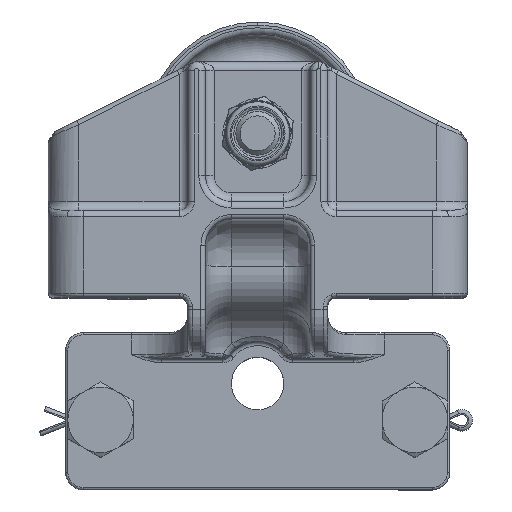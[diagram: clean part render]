
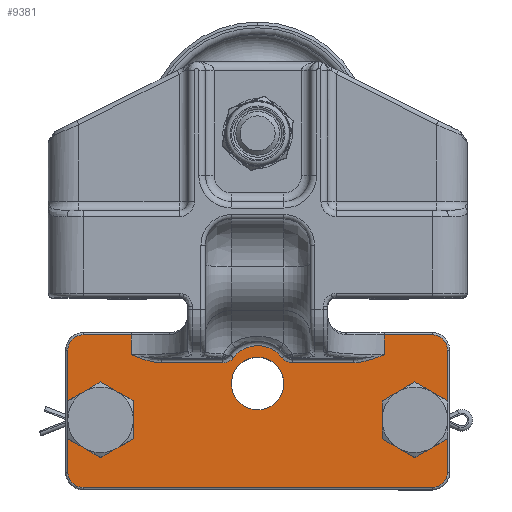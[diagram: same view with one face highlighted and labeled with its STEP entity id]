
A CAD part, top view. The second image highlights one B-rep face of the part: STEP entity #9381.
In plain terms, the highlighted planar face has unit normal (0, 0, 1).
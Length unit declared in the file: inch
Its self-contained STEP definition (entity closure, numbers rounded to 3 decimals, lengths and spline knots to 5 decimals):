
#627=CARTESIAN_POINT('',(0.49716,-1.24578,-0.25));
#628=VERTEX_POINT('',#627);
#636=CARTESIAN_POINT('',(1.37664,-1.24578,-0.25));
#637=VERTEX_POINT('',#636);
#638=CARTESIAN_POINT('',(0.49716,-1.24578,-0.25));
#639=DIRECTION('',(1.0,0.0,0.0));
#640=VECTOR('',#639,0.87949);
#641=LINE('',#638,#640);
#642=EDGE_CURVE('',#628,#637,#641,.T.);
#699=CARTESIAN_POINT('',(0.34752,-1.17173,-0.25));
#700=VERTEX_POINT('',#699);
#708=CARTESIAN_POINT('',(0.34752,-1.17173,-0.25));
#709=CARTESIAN_POINT('',(0.36247,-1.19127,-0.25));
#710=CARTESIAN_POINT('',(0.40638,-1.23012,-0.25));
#711=CARTESIAN_POINT('',(0.46435,-1.24578,-0.25));
#712=CARTESIAN_POINT('',(0.49716,-1.24578,-0.25));
#713=B_SPLINE_CURVE_WITH_KNOTS('',3,(#708,#709,#710,#711,#712),.UNSPECIFIED.,.F.,.U.,(4,1,4),(-0.43743,-0.24996,0.),.UNSPECIFIED.);
#714=EDGE_CURVE('',#700,#628,#713,.T.);
#760=CARTESIAN_POINT('',(1.8125,-1.12922,-0.25));
#761=VERTEX_POINT('',#760);
#762=CARTESIAN_POINT('',(1.37664,-1.24578,-0.25));
#763=CARTESIAN_POINT('',(1.43697,-1.24578,-0.25));
#764=CARTESIAN_POINT('',(1.52749,-1.23004,-0.25));
#765=CARTESIAN_POINT('',(1.67158,-1.18603,-0.25));
#766=CARTESIAN_POINT('',(1.75593,-1.15231,-0.25));
#767=CARTESIAN_POINT('',(1.81202,-1.12941,-0.25));
#768=CARTESIAN_POINT('',(1.81226,-1.12932,-0.25));
#769=CARTESIAN_POINT('',(1.8125,-1.12922,-0.25));
#770=B_SPLINE_CURVE_WITH_KNOTS('',3,(#762,#763,#764,#765,#766,#767,#768,#769),.UNSPECIFIED.,.F.,.U.,(4,1,1,2,4),(-1.14927,-0.68956,-0.45971,0.0,0.00196),.UNSPECIFIED.);
#771=EDGE_CURVE('',#637,#761,#770,.T.);
#795=CARTESIAN_POINT('',(-0.34752,-1.17173,-0.25));
#796=VERTEX_POINT('',#795);
#804=CARTESIAN_POINT('',(0.,-1.4375,-0.25));
#805=DIRECTION('',(0.0,0.0,-1.0));
#806=DIRECTION('',(0.0,1.0,0.0));
#807=AXIS2_PLACEMENT_3D('',#804,#805,#806);
#808=CIRCLE('',#807,0.4375);
#809=EDGE_CURVE('',#796,#700,#808,.T.);
#859=CARTESIAN_POINT('',(-0.49716,-1.24578,-0.25));
#860=VERTEX_POINT('',#859);
#868=CARTESIAN_POINT('',(-0.49716,-1.24578,-0.25));
#869=CARTESIAN_POINT('',(-0.47256,-1.24578,-0.25));
#870=CARTESIAN_POINT('',(-0.41503,-1.23441,-0.25));
#871=CARTESIAN_POINT('',(-0.36745,-1.19778,-0.25));
#872=CARTESIAN_POINT('',(-0.34752,-1.17173,-0.25));
#873=B_SPLINE_CURVE_WITH_KNOTS('',3,(#868,#869,#870,#871,#872),.UNSPECIFIED.,.F.,.U.,(4,1,4),(-0.43741,-0.24995,0.),.UNSPECIFIED.);
#874=EDGE_CURVE('',#860,#796,#873,.T.);
#886=CARTESIAN_POINT('',(-1.37664,-1.24578,-0.25));
#887=VERTEX_POINT('',#886);
#895=CARTESIAN_POINT('',(-1.37664,-1.24578,-0.25));
#896=DIRECTION('',(1.0,0.0,0.0));
#897=VECTOR('',#896,0.87949);
#898=LINE('',#895,#897);
#899=EDGE_CURVE('',#887,#860,#898,.T.);
#953=CARTESIAN_POINT('',(-1.8125,-1.12922,-0.25));
#954=VERTEX_POINT('',#953);
#966=CARTESIAN_POINT('',(-1.8125,-1.12922,-0.25));
#967=CARTESIAN_POINT('',(-1.81226,-1.12932,-0.25));
#968=CARTESIAN_POINT('',(-1.81202,-1.12941,-0.25));
#969=CARTESIAN_POINT('',(-1.75593,-1.15231,-0.25));
#970=CARTESIAN_POINT('',(-1.67158,-1.18603,-0.25));
#971=CARTESIAN_POINT('',(-1.52749,-1.23004,-0.25));
#972=CARTESIAN_POINT('',(-1.43697,-1.24578,-0.25));
#973=CARTESIAN_POINT('',(-1.37664,-1.24578,-0.25));
#974=B_SPLINE_CURVE_WITH_KNOTS('',3,(#966,#967,#968,#969,#970,#971,#972,#973),.UNSPECIFIED.,.F.,.U.,(4,2,1,1,4),(-1.15123,-1.14927,-0.68956,-0.45971,0.),.UNSPECIFIED.);
#975=EDGE_CURVE('',#954,#887,#974,.T.);
#8622=CARTESIAN_POINT('',(2.5,-3.03125,-0.25));
#8623=VERTEX_POINT('',#8622);
#8631=CARTESIAN_POINT('',(-2.5,-3.03125,-0.25));
#8632=VERTEX_POINT('',#8631);
#8633=CARTESIAN_POINT('',(2.5,-3.03125,-0.25));
#8634=DIRECTION('',(-1.0,0.0,0.0));
#8635=VECTOR('',#8634,5.0);
#8636=LINE('',#8633,#8635);
#8637=EDGE_CURVE('',#8623,#8632,#8636,.T.);
#8664=CARTESIAN_POINT('',(2.71875,-2.8125,-0.25));
#8665=VERTEX_POINT('',#8664);
#8673=CARTESIAN_POINT('',(2.5,-2.8125,-0.25));
#8674=DIRECTION('',(0.0,0.0,-1.));
#8675=DIRECTION('',(0.707,-0.707,0.0));
#8676=AXIS2_PLACEMENT_3D('',#8673,#8674,#8675);
#8677=CIRCLE('',#8676,0.21875);
#8678=EDGE_CURVE('',#8665,#8623,#8677,.T.);
#8696=CARTESIAN_POINT('',(-2.71875,-2.8125,-0.25));
#8697=VERTEX_POINT('',#8696);
#8715=CARTESIAN_POINT('',(-2.5,-2.8125,-0.25));
#8716=DIRECTION('',(0.0,0.0,-1.));
#8717=DIRECTION('',(-0.707,-0.707,0.0));
#8718=AXIS2_PLACEMENT_3D('',#8715,#8716,#8717);
#8719=CIRCLE('',#8718,0.21875);
#8720=EDGE_CURVE('',#8632,#8697,#8719,.T.);
#8732=CARTESIAN_POINT('',(2.71875,-1.0625,-0.25));
#8733=VERTEX_POINT('',#8732);
#8741=CARTESIAN_POINT('',(2.71875,-1.0625,-0.25));
#8742=DIRECTION('',(0.0,-1.0,0.0));
#8743=VECTOR('',#8742,1.75);
#8744=LINE('',#8741,#8743);
#8745=EDGE_CURVE('',#8733,#8665,#8744,.T.);
#8762=CARTESIAN_POINT('',(-2.71875,-1.0625,-0.25));
#8763=VERTEX_POINT('',#8762);
#8780=CARTESIAN_POINT('',(-2.71875,-2.8125,-0.25));
#8781=DIRECTION('',(0.0,1.0,0.0));
#8782=VECTOR('',#8781,1.75);
#8783=LINE('',#8780,#8782);
#8784=EDGE_CURVE('',#8697,#8763,#8783,.T.);
#8796=CARTESIAN_POINT('',(2.5,-0.84375,-0.25));
#8797=VERTEX_POINT('',#8796);
#8805=CARTESIAN_POINT('',(2.5,-1.0625,-0.25));
#8806=DIRECTION('',(0.0,0.0,-1.));
#8807=DIRECTION('',(0.707,0.707,0.0));
#8808=AXIS2_PLACEMENT_3D('',#8805,#8806,#8807);
#8809=CIRCLE('',#8808,0.21875);
#8810=EDGE_CURVE('',#8797,#8733,#8809,.T.);
#8828=CARTESIAN_POINT('',(-2.5,-0.84375,-0.25));
#8829=VERTEX_POINT('',#8828);
#8847=CARTESIAN_POINT('',(-2.5,-1.0625,-0.25));
#8848=DIRECTION('',(0.0,0.0,-1.));
#8849=DIRECTION('',(-0.707,0.707,0.0));
#8850=AXIS2_PLACEMENT_3D('',#8847,#8848,#8849);
#8851=CIRCLE('',#8850,0.21875);
#8852=EDGE_CURVE('',#8763,#8829,#8851,.T.);
#8864=CARTESIAN_POINT('',(1.8125,-0.84375,-0.25));
#8865=VERTEX_POINT('',#8864);
#8873=CARTESIAN_POINT('',(1.8125,-0.84375,-0.25));
#8874=DIRECTION('',(1.0,0.0,0.0));
#8875=VECTOR('',#8874,0.6875);
#8876=LINE('',#8873,#8875);
#8877=EDGE_CURVE('',#8865,#8797,#8876,.T.);
#8894=CARTESIAN_POINT('',(-1.8125,-0.84375,-0.25));
#8895=VERTEX_POINT('',#8894);
#8912=CARTESIAN_POINT('',(-2.5,-0.84375,-0.25));
#8913=DIRECTION('',(1.0,0.0,0.0));
#8914=VECTOR('',#8913,0.6875);
#8915=LINE('',#8912,#8914);
#8916=EDGE_CURVE('',#8829,#8895,#8915,.T.);
#9309=CARTESIAN_POINT('',(-1.8125,-0.84375,-0.25));
#9310=DIRECTION('',(0.0,-1.0,0.0));
#9311=VECTOR('',#9310,0.28547);
#9312=LINE('',#9309,#9311);
#9313=EDGE_CURVE('',#8895,#954,#9312,.T.);
#9318=CARTESIAN_POINT('',(-2.75,-1.1875,-0.25));
#9319=DIRECTION('',(0.0,0.0,-1.0));
#9320=DIRECTION('',(-1.0,0.0,0.0));
#9321=AXIS2_PLACEMENT_3D('',#9318,#9319,#9320);
#9322=PLANE('',#9321);
#9323=ORIENTED_EDGE('',*,*,#975,.F.);
#9324=ORIENTED_EDGE('',*,*,#9313,.F.);
#9325=ORIENTED_EDGE('',*,*,#8916,.F.);
#9326=ORIENTED_EDGE('',*,*,#8852,.F.);
#9327=ORIENTED_EDGE('',*,*,#8784,.F.);
#9328=ORIENTED_EDGE('',*,*,#8720,.F.);
#9329=ORIENTED_EDGE('',*,*,#8637,.F.);
#9330=ORIENTED_EDGE('',*,*,#8678,.F.);
#9331=ORIENTED_EDGE('',*,*,#8745,.F.);
#9332=ORIENTED_EDGE('',*,*,#8810,.F.);
#9333=ORIENTED_EDGE('',*,*,#8877,.F.);
#9334=CARTESIAN_POINT('',(1.8125,-1.12922,-0.25));
#9335=DIRECTION('',(0.0,1.0,0.0));
#9336=VECTOR('',#9335,0.28547);
#9337=LINE('',#9334,#9336);
#9338=EDGE_CURVE('',#761,#8865,#9337,.T.);
#9339=ORIENTED_EDGE('',*,*,#9338,.F.);
#9340=ORIENTED_EDGE('',*,*,#771,.F.);
#9341=ORIENTED_EDGE('',*,*,#642,.F.);
#9342=ORIENTED_EDGE('',*,*,#714,.F.);
#9343=ORIENTED_EDGE('',*,*,#809,.F.);
#9344=ORIENTED_EDGE('',*,*,#874,.F.);
#9345=ORIENTED_EDGE('',*,*,#899,.F.);
#9346=EDGE_LOOP('',(#9323,#9324,#9325,#9326,#9327,#9328,#9329,#9330,#9331,#9332,#9333,#9339,#9340,#9341,#9342,#9343,#9344,#9345));
#9347=FACE_OUTER_BOUND('',#9346,.T.);
#9348=CARTESIAN_POINT('',(-1.91406,-2.0625,-0.25));
#9349=VERTEX_POINT('',#9348);
#9350=CARTESIAN_POINT('',(-2.25,-2.0625,-0.25));
#9351=DIRECTION('',(0.0,0.0,-1.0));
#9352=DIRECTION('',(1.0,0.0,0.0));
#9353=AXIS2_PLACEMENT_3D('',#9350,#9351,#9352);
#9354=CIRCLE('',#9353,0.33594);
#9355=EDGE_CURVE('',#9349,#9349,#9354,.T.);
#9356=ORIENTED_EDGE('',*,*,#9355,.T.);
#9357=EDGE_LOOP('',(#9356));
#9358=FACE_BOUND('',#9357,.T.);
#9359=CARTESIAN_POINT('',(2.58594,-2.0625,-0.25));
#9360=VERTEX_POINT('',#9359);
#9361=CARTESIAN_POINT('',(2.25,-2.0625,-0.25));
#9362=DIRECTION('',(0.0,0.0,-1.0));
#9363=DIRECTION('',(1.0,0.0,0.0));
#9364=AXIS2_PLACEMENT_3D('',#9361,#9362,#9363);
#9365=CIRCLE('',#9364,0.33594);
#9366=EDGE_CURVE('',#9360,#9360,#9365,.T.);
#9367=ORIENTED_EDGE('',*,*,#9366,.T.);
#9368=EDGE_LOOP('',(#9367));
#9369=FACE_BOUND('',#9368,.T.);
#9370=CARTESIAN_POINT('',(0.3765,-1.5425,-0.25));
#9371=VERTEX_POINT('',#9370);
#9372=CARTESIAN_POINT('',(0.,-1.5425,-0.25));
#9373=DIRECTION('',(0.0,0.0,-1.0));
#9374=DIRECTION('',(1.0,0.0,0.0));
#9375=AXIS2_PLACEMENT_3D('',#9372,#9373,#9374);
#9376=CIRCLE('',#9375,0.3765);
#9377=EDGE_CURVE('',#9371,#9371,#9376,.T.);
#9378=ORIENTED_EDGE('',*,*,#9377,.T.);
#9379=EDGE_LOOP('',(#9378));
#9380=FACE_BOUND('',#9379,.T.);
#9381=ADVANCED_FACE('',(#9347,#9358,#9369,#9380),#9322,.F.);
